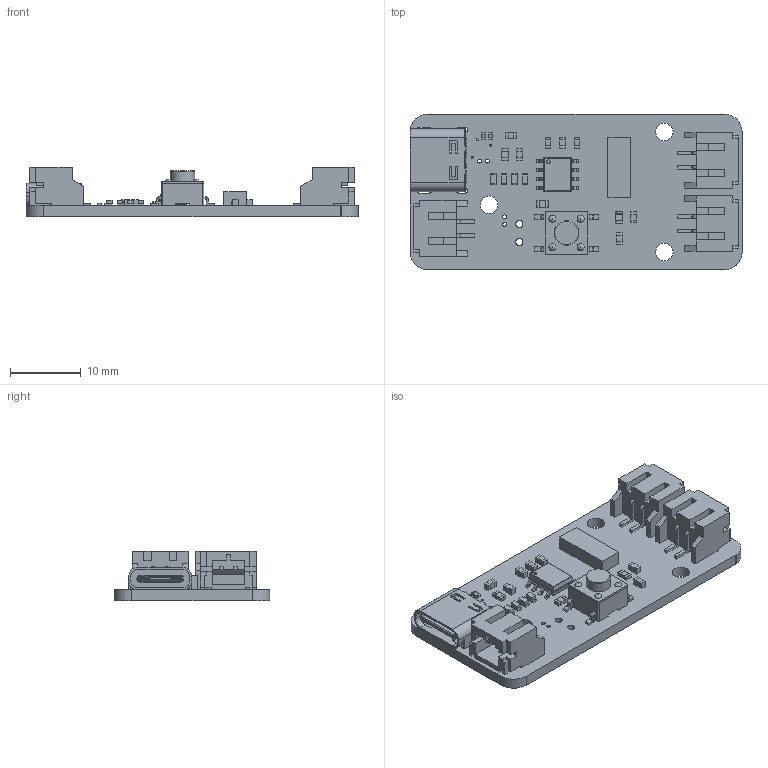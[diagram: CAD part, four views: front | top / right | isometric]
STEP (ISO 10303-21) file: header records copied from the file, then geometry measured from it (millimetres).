
FILE_DESCRIPTION(/* description */ (''),/* implementation_level */ '2;1');
FILE_NAME(/* name */ 'IP5306-charger v2.step',/* time_stamp */ '2022-02-17T12:16:31+01:00',/* author */ (''),/* organization */ (''),/* preprocessor_version */ 'ST-DEVELOPER v18.1',/* originating_system */ 'Autodesk Translation Framework v10.13.0.1454',/* authorisation */ '');
FILE_SCHEMA (('AUTOMOTIVE_DESIGN { 1 0 10303 214 3 1 1 }'));
Length unit declared in the file: millimetre
Products named in the file (28): IP5306-charger; Board; Packages; LASKAKIT_HEART_4MM; LASKKIT_20MM_SILKSCREEN; MOLEX_105450-0101; S2B-PH-SM4; SOIC127P600X165-9N; Body; PinsArrayLR; ThermalPad; B3F-SMD; 1; 2; 3; 4; 5; 6; 7; 8; 9; 10; 11; DR74; CHIP-LED0603; C0603; R0402; R0603
Assembly tree (41 placements, depth 4):
  IP5306-charger
    Board
    Packages
      LASKAKIT_HEART_4MM
      LASKKIT_20MM_SILKSCREEN
      MOLEX_105450-0101
      S2B-PH-SM4  x3
      SOIC127P600X165-9N
        Body
        PinsArrayLR
        ThermalPad
      B3F-SMD
        1
        2
        3
        4
        5
        6
        7
        8
        9
        10
        11
      DR74
      CHIP-LED0603  x4
      C0603  x7
      R0402  x2
      R0603  x3
Bounding box: 47 x 22 x 7.07 mm (x, y, z)
Volume: 2471.4 mm3; surface area: 4515.1 mm2
Topology: 43 solids, 43 shells, 1695 faces, 4413 edges, 2834 vertices
Faces by surface type: plane 1251, cylinder 343, sphere 84, bspline 12, torus 5
Full cylindrical faces by diameter (mm): 0.3 x4, 0.35 x4, 0.487 x1, 0.55 x6, 1.016 x2, 2.5 x3, 3.5 x1
Entity records: 38293 total; most frequent: CARTESIAN_POINT 6751, ORIENTED_EDGE 6362, DIRECTION 6236, EDGE_CURVE 3181, LINE 2630, VECTOR 2630, VERTEX_POINT 2062, AXIS2_PLACEMENT_3D 1803
